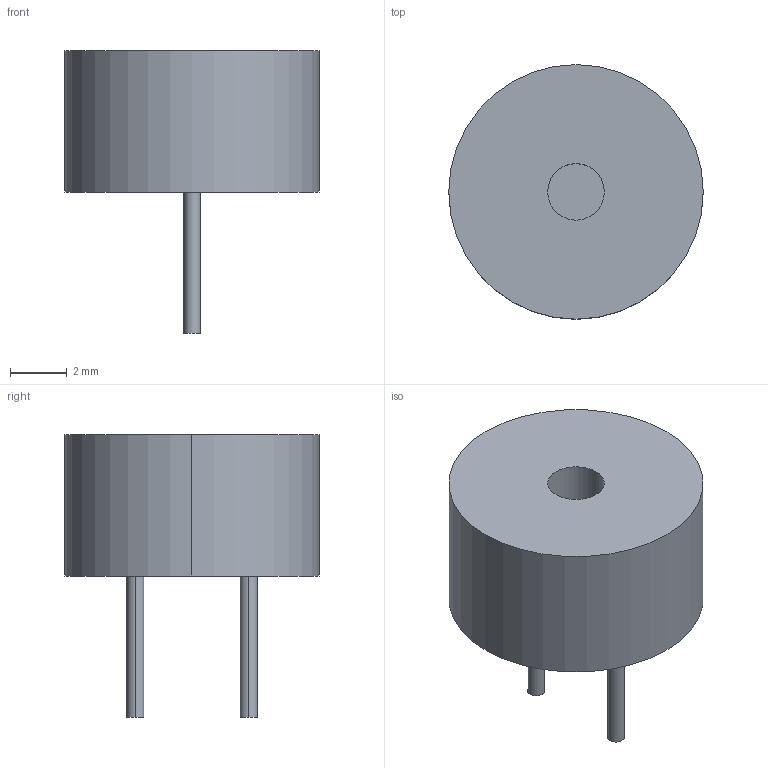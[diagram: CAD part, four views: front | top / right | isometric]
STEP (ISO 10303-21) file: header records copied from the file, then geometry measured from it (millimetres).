
FILE_DESCRIPTION(('CATIA V5 STEP Exchange'),'2;1');
FILE_NAME('Buzzer 9x5.stp','2023-09-23T12:54:36+00:00',('none'),('none'),'CATIA Version 5 Release 17 (IN-10)','CATIA V5 STEP AP214','none');
FILE_SCHEMA(('AUTOMOTIVE_DESIGN { 1 0 10303 214 1 1 1 1 }'));
Length unit declared in the file: millimetre
Products named in the file (1): Buzzer 9x5.5mm
Bounding box: 9 x 9 x 10 mm (x, y, z)
Volume: 314.6 mm3; surface area: 300 mm2
Topology: 1 solids, 1 shells, 13 faces, 32 edges, 28 vertices
Faces by surface type: cylinder 8, plane 5
Entity records: 444 total; most frequent: CARTESIAN_POINT 73, DIRECTION 48, ORIENTED_EDGE 48, AXIS2_PLACEMENT_3D 33, CIRCLE 24, EDGE_CURVE 24, EDGE_LOOP 16, VERTEX_POINT 16
